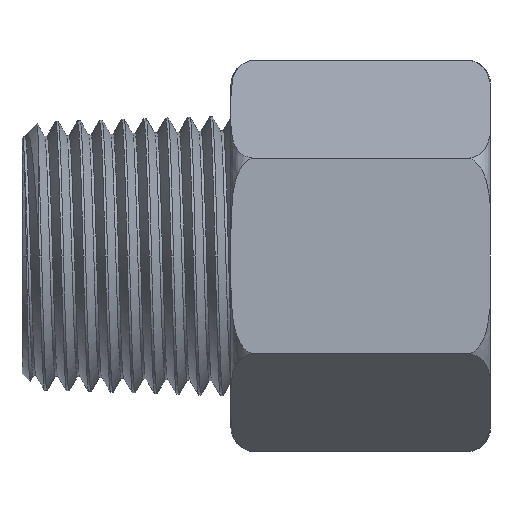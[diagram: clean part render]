
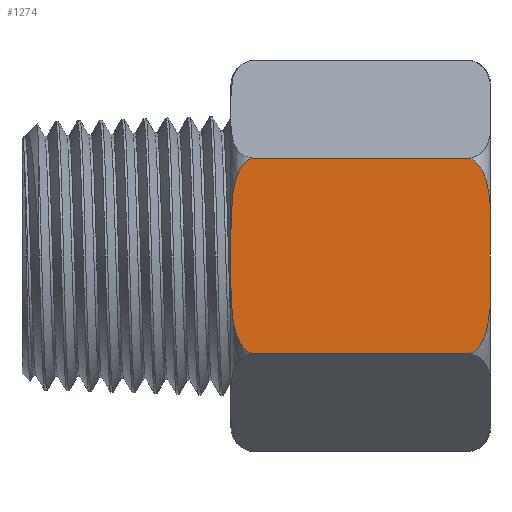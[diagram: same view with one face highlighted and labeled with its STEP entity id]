
A CAD part, front view. The second image highlights one B-rep face of the part: STEP entity #1274.
In plain terms, the highlighted face is planar.
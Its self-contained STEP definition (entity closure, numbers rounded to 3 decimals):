
#114=B_SPLINE_CURVE_WITH_KNOTS('',3,(#1920,#1921,#1922,#1923,#1924,#1925,
#1926,#1927,#1928,#1929,#1930,#1931,#1932,#1933,#1934,#1935,#1936,#1937),
 .UNSPECIFIED.,.F.,.F.,(4,2,2,2,2,2,2,2,4),(6.322,6.386,
6.586,6.869,7.153,7.628,8.103,
9.564,11.024),.UNSPECIFIED.);
#122=B_SPLINE_CURVE_WITH_KNOTS('',3,(#2072,#2073,#2074,#2075,#2076,#2077,
#2078,#2079,#2080,#2081,#2082,#2083,#2084,#2085,#2086,#2087,#2088,#2089),
 .UNSPECIFIED.,.F.,.F.,(4,2,2,2,2,2,2,2,4),(6.348,6.457,
6.597,6.738,7.183,7.629,8.492,
9.356,9.434),.UNSPECIFIED.);
#125=B_SPLINE_CURVE_WITH_KNOTS('',3,(#2129,#2130,#2131,#2132,#2133,#2134,
#2135,#2136,#2137,#2138,#2139,#2140,#2141,#2142,#2143,#2144,#2145,#2146),
 .UNSPECIFIED.,.F.,.F.,(4,2,2,2,2,2,2,2,4),(15.428,15.507,
16.37,17.234,17.679,18.125,18.265,
18.405,18.514),.UNSPECIFIED.);
#126=B_SPLINE_CURVE_WITH_KNOTS('',3,(#2149,#2150,#2151,#2152,#2153,#2154,
#2155,#2156,#2157,#2158,#2159,#2160,#2161,#2162,#2163,#2164,#2165,#2166),
 .UNSPECIFIED.,.F.,.F.,(4,2,2,2,2,2,2,2,4),(13.722,15.183,
16.644,17.119,17.594,17.877,18.16,
18.36,18.425),.UNSPECIFIED.);
#213=FACE_OUTER_BOUND('',#287,.T.);
#287=EDGE_LOOP('',(#902,#903,#904,#905,#906,#907,#908,#909));
#354=LINE('',#1722,#416);
#357=LINE('',#2227,#419);
#358=LINE('',#2229,#420);
#359=LINE('',#2230,#421);
#416=VECTOR('',#1457,1.);
#419=VECTOR('',#1500,1.);
#420=VECTOR('',#1503,1.);
#421=VECTOR('',#1504,1.);
#503=VERTEX_POINT('',#1699);
#514=VERTEX_POINT('',#1720);
#523=VERTEX_POINT('',#1919);
#533=VERTEX_POINT('',#2070);
#534=VERTEX_POINT('',#2071);
#536=VERTEX_POINT('',#2109);
#538=VERTEX_POINT('',#2127);
#539=VERTEX_POINT('',#2148);
#649=EDGE_CURVE('',#514,#503,#354,.T.);
#662=EDGE_CURVE('',#523,#514,#114,.T.);
#673=EDGE_CURVE('',#533,#534,#122,.T.);
#678=EDGE_CURVE('',#538,#536,#125,.T.);
#679=EDGE_CURVE('',#503,#539,#126,.T.);
#686=EDGE_CURVE('',#523,#536,#357,.T.);
#687=EDGE_CURVE('',#534,#538,#358,.T.);
#688=EDGE_CURVE('',#539,#533,#359,.T.);
#902=ORIENTED_EDGE('',*,*,#679,.F.);
#903=ORIENTED_EDGE('',*,*,#649,.F.);
#904=ORIENTED_EDGE('',*,*,#662,.F.);
#905=ORIENTED_EDGE('',*,*,#686,.T.);
#906=ORIENTED_EDGE('',*,*,#678,.F.);
#907=ORIENTED_EDGE('',*,*,#687,.F.);
#908=ORIENTED_EDGE('',*,*,#673,.F.);
#909=ORIENTED_EDGE('',*,*,#688,.F.);
#1252=PLANE('',#1363);
#1274=ADVANCED_FACE('',(#213),#1252,.T.);
#1363=AXIS2_PLACEMENT_3D('',#2228,#1501,#1502);
#1457=DIRECTION('',(0.,1.,0.));
#1500=DIRECTION('',(1.,0.,0.));
#1501=DIRECTION('center_axis',(0.,0.,1.));
#1502=DIRECTION('ref_axis',(0.,-1.,0.));
#1503=DIRECTION('',(0.,-1.,0.));
#1504=DIRECTION('',(1.,0.,0.));
#1699=CARTESIAN_POINT('',(12.695,1.439,10.3));
#1720=CARTESIAN_POINT('',(12.695,-1.439,10.3));
#1722=CARTESIAN_POINT('',(12.695,8.53,10.3));
#1919=CARTESIAN_POINT('',(14.055,-5.947,10.3));
#1920=CARTESIAN_POINT('Ctrl Pts',(14.055,-5.947,10.3));
#1921=CARTESIAN_POINT('Ctrl Pts',(14.032,-5.942,10.3));
#1922=CARTESIAN_POINT('Ctrl Pts',(14.009,-5.937,10.3));
#1923=CARTESIAN_POINT('Ctrl Pts',(13.917,-5.911,10.3));
#1924=CARTESIAN_POINT('Ctrl Pts',(13.85,-5.882,10.3));
#1925=CARTESIAN_POINT('Ctrl Pts',(13.71,-5.803,10.3));
#1926=CARTESIAN_POINT('Ctrl Pts',(13.629,-5.74,10.3));
#1927=CARTESIAN_POINT('Ctrl Pts',(13.482,-5.597,10.3));
#1928=CARTESIAN_POINT('Ctrl Pts',(13.417,-5.516,10.3));
#1929=CARTESIAN_POINT('Ctrl Pts',(13.272,-5.309,10.3));
#1930=CARTESIAN_POINT('Ctrl Pts',(13.19,-5.156,10.3));
#1931=CARTESIAN_POINT('Ctrl Pts',(13.054,-4.838,10.3));
#1932=CARTESIAN_POINT('Ctrl Pts',(13.,-4.673,10.3));
#1933=CARTESIAN_POINT('Ctrl Pts',(12.829,-4.051,10.3));
#1934=CARTESIAN_POINT('Ctrl Pts',(12.764,-3.524,10.3));
#1935=CARTESIAN_POINT('Ctrl Pts',(12.698,-2.461,10.3));
#1936=CARTESIAN_POINT('Ctrl Pts',(12.695,-1.926,10.3));
#1937=CARTESIAN_POINT('Ctrl Pts',(12.695,-1.439,10.3));
#2070=CARTESIAN_POINT('',(27.135,5.947,10.3));
#2071=CARTESIAN_POINT('',(28.446,3.183,10.3));
#2072=CARTESIAN_POINT('Ctrl Pts',(27.135,5.947,10.3));
#2073=CARTESIAN_POINT('Ctrl Pts',(27.174,5.939,10.3));
#2074=CARTESIAN_POINT('Ctrl Pts',(27.213,5.929,10.3));
#2075=CARTESIAN_POINT('Ctrl Pts',(27.291,5.902,10.3));
#2076=CARTESIAN_POINT('Ctrl Pts',(27.338,5.882,10.3));
#2077=CARTESIAN_POINT('Ctrl Pts',(27.428,5.833,10.3));
#2078=CARTESIAN_POINT('Ctrl Pts',(27.471,5.805,10.3));
#2079=CARTESIAN_POINT('Ctrl Pts',(27.628,5.688,10.3));
#2080=CARTESIAN_POINT('Ctrl Pts',(27.736,5.57,10.3));
#2081=CARTESIAN_POINT('Ctrl Pts',(27.92,5.306,10.3));
#2082=CARTESIAN_POINT('Ctrl Pts',(27.996,5.162,10.3));
#2083=CARTESIAN_POINT('Ctrl Pts',(28.171,4.762,10.3));
#2084=CARTESIAN_POINT('Ctrl Pts',(28.252,4.477,10.3));
#2085=CARTESIAN_POINT('Ctrl Pts',(28.373,3.886,10.3));
#2086=CARTESIAN_POINT('Ctrl Pts',(28.413,3.578,10.3));
#2087=CARTESIAN_POINT('Ctrl Pts',(28.441,3.239,10.3));
#2088=CARTESIAN_POINT('Ctrl Pts',(28.444,3.211,10.3));
#2089=CARTESIAN_POINT('Ctrl Pts',(28.446,3.183,10.3));
#2109=CARTESIAN_POINT('',(27.135,-5.947,10.3));
#2127=CARTESIAN_POINT('',(28.446,-3.183,10.3));
#2129=CARTESIAN_POINT('Ctrl Pts',(28.446,-3.183,10.3));
#2130=CARTESIAN_POINT('Ctrl Pts',(28.444,-3.211,10.3));
#2131=CARTESIAN_POINT('Ctrl Pts',(28.441,-3.239,10.3));
#2132=CARTESIAN_POINT('Ctrl Pts',(28.413,-3.578,10.3));
#2133=CARTESIAN_POINT('Ctrl Pts',(28.373,-3.886,10.3));
#2134=CARTESIAN_POINT('Ctrl Pts',(28.252,-4.477,10.3));
#2135=CARTESIAN_POINT('Ctrl Pts',(28.171,-4.762,10.3));
#2136=CARTESIAN_POINT('Ctrl Pts',(27.996,-5.162,10.3));
#2137=CARTESIAN_POINT('Ctrl Pts',(27.92,-5.306,10.3));
#2138=CARTESIAN_POINT('Ctrl Pts',(27.736,-5.57,10.3));
#2139=CARTESIAN_POINT('Ctrl Pts',(27.628,-5.688,10.3));
#2140=CARTESIAN_POINT('Ctrl Pts',(27.471,-5.805,10.3));
#2141=CARTESIAN_POINT('Ctrl Pts',(27.428,-5.833,10.3));
#2142=CARTESIAN_POINT('Ctrl Pts',(27.338,-5.882,10.3));
#2143=CARTESIAN_POINT('Ctrl Pts',(27.291,-5.902,10.3));
#2144=CARTESIAN_POINT('Ctrl Pts',(27.213,-5.929,10.3));
#2145=CARTESIAN_POINT('Ctrl Pts',(27.174,-5.939,10.3));
#2146=CARTESIAN_POINT('Ctrl Pts',(27.135,-5.947,10.3));
#2148=CARTESIAN_POINT('',(14.055,5.947,10.3));
#2149=CARTESIAN_POINT('Ctrl Pts',(12.695,1.439,10.3));
#2150=CARTESIAN_POINT('Ctrl Pts',(12.695,1.926,10.3));
#2151=CARTESIAN_POINT('Ctrl Pts',(12.698,2.461,10.3));
#2152=CARTESIAN_POINT('Ctrl Pts',(12.764,3.524,10.3));
#2153=CARTESIAN_POINT('Ctrl Pts',(12.829,4.051,10.3));
#2154=CARTESIAN_POINT('Ctrl Pts',(13.,4.673,10.3));
#2155=CARTESIAN_POINT('Ctrl Pts',(13.054,4.838,10.3));
#2156=CARTESIAN_POINT('Ctrl Pts',(13.19,5.156,10.3));
#2157=CARTESIAN_POINT('Ctrl Pts',(13.272,5.309,10.3));
#2158=CARTESIAN_POINT('Ctrl Pts',(13.417,5.516,10.3));
#2159=CARTESIAN_POINT('Ctrl Pts',(13.482,5.597,10.3));
#2160=CARTESIAN_POINT('Ctrl Pts',(13.629,5.74,10.3));
#2161=CARTESIAN_POINT('Ctrl Pts',(13.71,5.803,10.3));
#2162=CARTESIAN_POINT('Ctrl Pts',(13.85,5.882,10.3));
#2163=CARTESIAN_POINT('Ctrl Pts',(13.917,5.911,10.3));
#2164=CARTESIAN_POINT('Ctrl Pts',(14.009,5.937,10.3));
#2165=CARTESIAN_POINT('Ctrl Pts',(14.032,5.942,10.3));
#2166=CARTESIAN_POINT('Ctrl Pts',(14.055,5.947,10.3));
#2227=CARTESIAN_POINT('',(9.539,-5.947,10.3));
#2228=CARTESIAN_POINT('Origin',(9.539,5.947,10.3));
#2229=CARTESIAN_POINT('',(28.446,7.506,10.3));
#2230=CARTESIAN_POINT('',(9.539,5.947,10.3));
